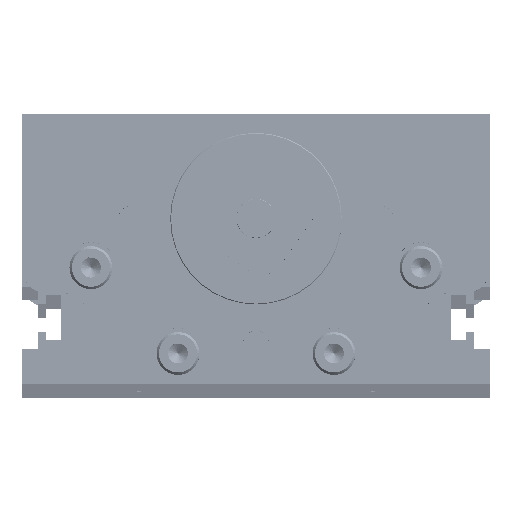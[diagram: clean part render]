
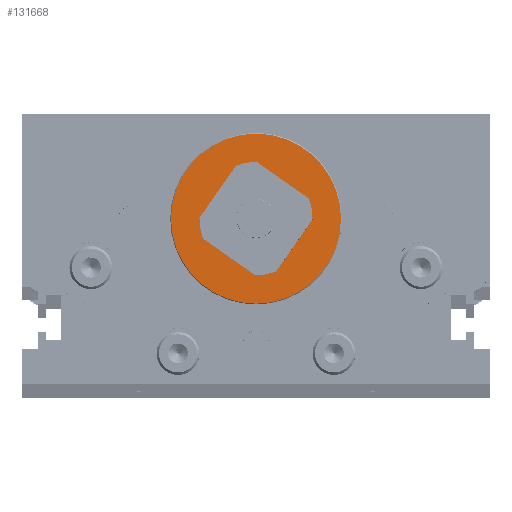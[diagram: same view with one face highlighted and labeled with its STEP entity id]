
A CAD part, top view. The second image highlights one B-rep face of the part: STEP entity #131668.
In plain terms, the highlighted planar face has unit normal (0, 0, 1).
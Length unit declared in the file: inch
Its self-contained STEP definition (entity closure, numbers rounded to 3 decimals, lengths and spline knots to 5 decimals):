
#1041 = CIRCLE ( 'NONE', #60264, 0.42907 ) ;
#3224 = EDGE_CURVE ( 'NONE', #131046, #7904, #186703, .T. ) ;
#7904 = VERTEX_POINT ( 'NONE', #173295 ) ;
#12393 = AXIS2_PLACEMENT_3D ( 'NONE', #40420, #13076, #70725 ) ;
#13076 = DIRECTION ( 'NONE',  ( 0., 0., 1. ) ) ;
#13478 = DIRECTION ( 'NONE',  ( 0., 0., -1. ) ) ;
#15872 = EDGE_CURVE ( 'NONE', #166545, #56222, #1041, .T. ) ;
#23992 = AXIS2_PLACEMENT_3D ( 'NONE', #118943, #13478, #178509 ) ;
#24409 = CARTESIAN_POINT ( 'NONE',  ( 0.42907, 0.83465, 20.1378 ) ) ;
#24803 = PLANE ( 'NONE',  #12393 ) ;
#29515 = CARTESIAN_POINT ( 'NONE',  ( 0.19685, 0.83465, 20.1378 ) ) ;
#40420 = CARTESIAN_POINT ( 'NONE',  ( 0., 0.83465, 20.1378 ) ) ;
#44698 = CARTESIAN_POINT ( 'NONE',  ( 0., 0.83465, 20.1378 ) ) ;
#49526 = CIRCLE ( 'NONE', #124362, 0.19685 ) ;
#49870 = DIRECTION ( 'NONE',  ( 0., 0., -1. ) ) ;
#56222 = VERTEX_POINT ( 'NONE', #24409 ) ;
#60264 = AXIS2_PLACEMENT_3D ( 'NONE', #192818, #164459, #86417 ) ;
#62623 = DIRECTION ( 'NONE',  ( 1., 0., 0. ) ) ;
#69706 = ORIENTED_EDGE ( 'NONE', *, *, #15872, .F. ) ;
#70725 = DIRECTION ( 'NONE',  ( 1., 0., 0. ) ) ;
#86067 = ORIENTED_EDGE ( 'NONE', *, *, #97411, .F. ) ;
#86417 = DIRECTION ( 'NONE',  ( -1., 0., 0. ) ) ;
#97411 = EDGE_CURVE ( 'NONE', #56222, #166545, #130075, .T. ) ;
#101155 = ORIENTED_EDGE ( 'NONE', *, *, #3224, .T. ) ;
#104317 = DIRECTION ( 'NONE',  ( 1., 0., 0. ) ) ;
#109488 = EDGE_CURVE ( 'NONE', #7904, #131046, #49526, .T. ) ;
#118943 = CARTESIAN_POINT ( 'NONE',  ( 0., 0.83465, 20.1378 ) ) ;
#121162 = EDGE_LOOP ( 'NONE', ( #101155, #181266 ) ) ;
#124362 = AXIS2_PLACEMENT_3D ( 'NONE', #169953, #49870, #62623 ) ;
#124487 = FACE_OUTER_BOUND ( 'NONE', #145149, .T. ) ;
#127427 = AXIS2_PLACEMENT_3D ( 'NONE', #44698, #165742, #104317 ) ;
#129445 = CARTESIAN_POINT ( 'NONE',  ( -0.42907, 0.83465, 20.1378 ) ) ;
#130075 = CIRCLE ( 'NONE', #23992, 0.42907 ) ;
#131046 = VERTEX_POINT ( 'NONE', #29515 ) ;
#131668 = ADVANCED_FACE ( 'NONE', ( #153780, #124487 ), #24803, .T. ) ;
#145149 = EDGE_LOOP ( 'NONE', ( #69706, #86067 ) ) ;
#153780 = FACE_BOUND ( 'NONE', #121162, .T. ) ;
#164459 = DIRECTION ( 'NONE',  ( 0., 0., -1. ) ) ;
#165742 = DIRECTION ( 'NONE',  ( 0., 0., -1. ) ) ;
#166545 = VERTEX_POINT ( 'NONE', #129445 ) ;
#169953 = CARTESIAN_POINT ( 'NONE',  ( 0., 0.83465, 20.1378 ) ) ;
#173295 = CARTESIAN_POINT ( 'NONE',  ( -0.19685, 0.83465, 20.1378 ) ) ;
#178509 = DIRECTION ( 'NONE',  ( -1., 0., 0. ) ) ;
#181266 = ORIENTED_EDGE ( 'NONE', *, *, #109488, .T. ) ;
#186703 = CIRCLE ( 'NONE', #127427, 0.19685 ) ;
#192818 = CARTESIAN_POINT ( 'NONE',  ( 0., 0.83465, 20.1378 ) ) ;
